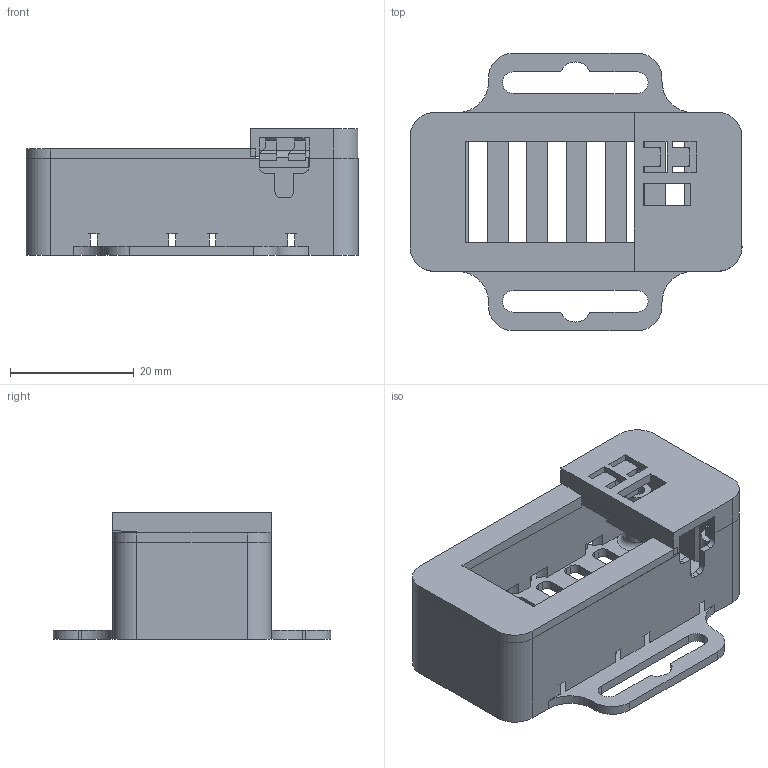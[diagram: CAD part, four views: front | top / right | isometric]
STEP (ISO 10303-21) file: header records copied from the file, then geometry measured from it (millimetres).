
FILE_DESCRIPTION(/* description */ (''),/* implementation_level */ '2;1');
FILE_NAME(/* name */ 'Feather TFT.step',/* time_stamp */ '2022-04-21T15:06:27-04:00',/* author */ (''),/* organization */ (''),/* preprocessor_version */ 'ST-DEVELOPER v18.1',/* originating_system */ 'Autodesk Translation Framework v10.14.0.1471',/* authorisation */ '');
FILE_SCHEMA (('AUTOMOTIVE_DESIGN { 1 0 10303 214 3 1 1 }'));
Length unit declared in the file: millimetre
Products named in the file (1): Feather TFT
Bounding box: 53.6 x 44.8 x 20.5 mm (x, y, z)
Volume: 6329.7 mm3; surface area: 11760.3 mm2
Topology: 3 solids, 3 shells, 304 faces, 890 edges, 579 vertices
Faces by surface type: plane 192, cylinder 98, torus 8, cone 6
Full cylindrical faces by diameter (mm): 2.1 x2, 2.5 x2, 4.5 x2
Entity records: 10245 total; most frequent: CARTESIAN_POINT 1929, ORIENTED_EDGE 1776, DIRECTION 1696, EDGE_CURVE 888, LINE 646, VECTOR 646, VERTEX_POINT 578, AXIS2_PLACEMENT_3D 525
